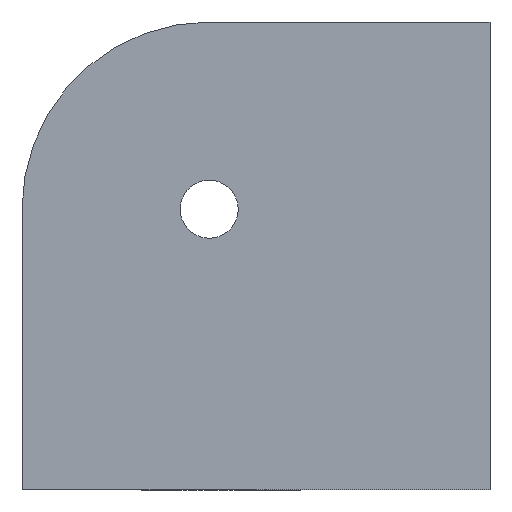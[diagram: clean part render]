
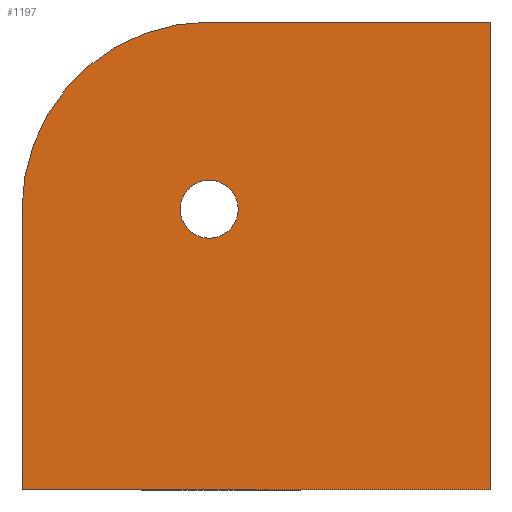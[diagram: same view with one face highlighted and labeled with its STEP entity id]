
A CAD part, left-side view. The second image highlights one B-rep face of the part: STEP entity #1197.
In plain terms, the highlighted planar face has unit normal (-1, 0, 0).
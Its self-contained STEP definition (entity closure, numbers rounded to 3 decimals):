
#308=CARTESIAN_POINT('',(0.,15.,16.55));
#309=VERTEX_POINT('',#308);
#310=CARTESIAN_POINT('',(0.,15.,15.));
#311=DIRECTION('',(1.0,0.0,0.0));
#312=DIRECTION('',(0.0,0.0,-1.0));
#313=AXIS2_PLACEMENT_3D('',#310,#311,#312);
#314=CIRCLE('',#313,1.55);
#315=EDGE_CURVE('',#309,#309,#314,.T.);
#1062=CARTESIAN_POINT('',(0.0,25.0,0.0));
#1063=VERTEX_POINT('',#1062);
#1070=CARTESIAN_POINT('',(0.0,25.0,15.0));
#1071=VERTEX_POINT('',#1070);
#1072=CARTESIAN_POINT('',(0.0,25.0,0.0));
#1073=DIRECTION('',(0.0,0.0,1.0));
#1074=VECTOR('',#1073,15.0);
#1075=LINE('',#1072,#1074);
#1076=EDGE_CURVE('',#1063,#1071,#1075,.T.);
#1127=CARTESIAN_POINT('',(0.0,15.0,25.0));
#1128=VERTEX_POINT('',#1127);
#1135=CARTESIAN_POINT('',(0.0,0.0,25.0));
#1136=VERTEX_POINT('',#1135);
#1137=CARTESIAN_POINT('',(0.0,0.0,25.0));
#1138=DIRECTION('',(0.0,1.0,0.0));
#1139=VECTOR('',#1138,15.0);
#1140=LINE('',#1137,#1139);
#1141=EDGE_CURVE('',#1136,#1128,#1140,.T.);
#1159=CARTESIAN_POINT('',(0.,15.0,15.0));
#1160=DIRECTION('',(1.0,0.,0.));
#1161=DIRECTION('',(0.,0.707,0.707));
#1162=AXIS2_PLACEMENT_3D('',#1159,#1160,#1161);
#1163=CIRCLE('',#1162,10.0);
#1164=EDGE_CURVE('',#1071,#1128,#1163,.T.);
#1170=CARTESIAN_POINT('',(0.0,25.0,0.0));
#1171=DIRECTION('',(-1.0,0.0,0.0));
#1172=DIRECTION('',(0.0,-1.0,0.0));
#1173=AXIS2_PLACEMENT_3D('',#1170,#1171,#1172);
#1174=PLANE('',#1173);
#1175=ORIENTED_EDGE('',*,*,#1164,.F.);
#1176=ORIENTED_EDGE('',*,*,#1076,.F.);
#1177=CARTESIAN_POINT('',(0.0,0.0,0.0));
#1178=VERTEX_POINT('',#1177);
#1179=CARTESIAN_POINT('',(0.0,25.0,0.0));
#1180=DIRECTION('',(0.0,-1.0,0.0));
#1181=VECTOR('',#1180,25.0);
#1182=LINE('',#1179,#1181);
#1183=EDGE_CURVE('',#1063,#1178,#1182,.T.);
#1184=ORIENTED_EDGE('',*,*,#1183,.T.);
#1185=CARTESIAN_POINT('',(0.0,0.0,0.0));
#1186=DIRECTION('',(0.0,0.0,1.0));
#1187=VECTOR('',#1186,25.0);
#1188=LINE('',#1185,#1187);
#1189=EDGE_CURVE('',#1178,#1136,#1188,.T.);
#1190=ORIENTED_EDGE('',*,*,#1189,.T.);
#1191=ORIENTED_EDGE('',*,*,#1141,.T.);
#1192=EDGE_LOOP('',(#1175,#1176,#1184,#1190,#1191));
#1193=FACE_OUTER_BOUND('',#1192,.T.);
#1194=ORIENTED_EDGE('',*,*,#315,.T.);
#1195=EDGE_LOOP('',(#1194));
#1196=FACE_BOUND('',#1195,.T.);
#1197=ADVANCED_FACE('',(#1193,#1196),#1174,.T.);
